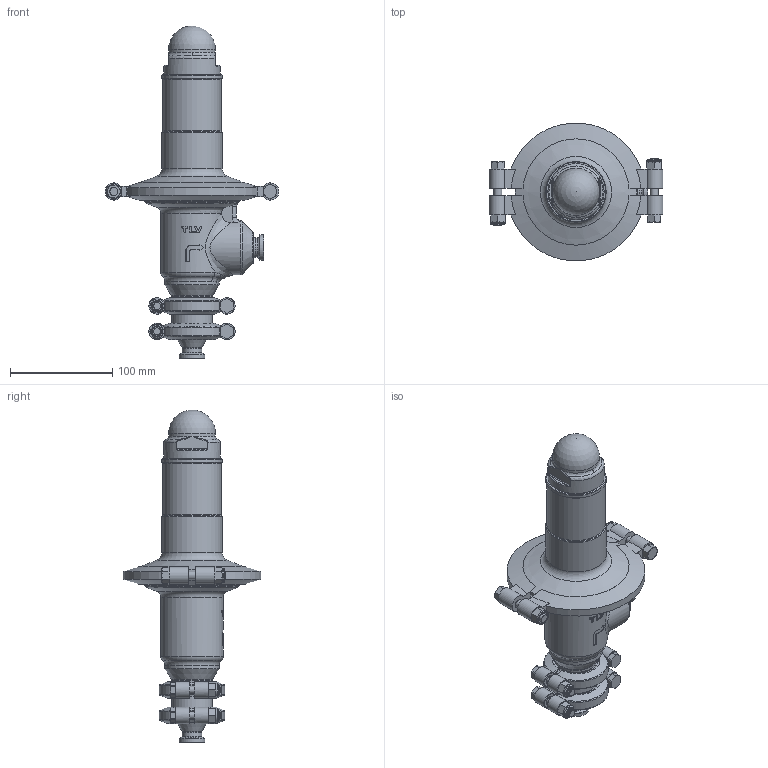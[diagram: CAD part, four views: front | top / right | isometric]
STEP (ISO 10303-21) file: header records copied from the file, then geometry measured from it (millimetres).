
FILE_DESCRIPTION(/* description */ (''),/* implementation_level */ '2;1');
FILE_NAME(/* name */ 'dr800-015-a0000-00.stp',/* time_stamp */ '2023-08-08T13:05:26+09:00',/* author */ ('nakaot'),/* organization */ (''),/* preprocessor_version */ 'ST-DEVELOPER v18.1',/* originating_system */ 'Autodesk Inventor 2022',/* authorisation */ '');
FILE_SCHEMA (('AUTOMOTIVE_DESIGN { 1 0 10303 214 3 1 1 }'));
Length unit declared in the file: millimetre
Products named in the file (1): 15_DR8_SYM_ASME
Bounding box: 169.94 x 134.55 x 325 mm (x, y, z)
Volume: 1057881.3 mm3; surface area: 153213.5 mm2
Topology: 3 solids, 17 shells, 809 faces, 1913 edges, 1151 vertices
Faces by surface type: plane 226, cylinder 215, cone 132, torus 108, bspline 79, sphere 49
Full cylindrical faces by diameter (mm): 3 x1, 6 x12, 7 x28, 8 x4, 9 x8, 9.4 x2, 9.436 x4, 12.491 x2, 13 x4, 14 x2, 19.05 x1, 19.1 x1, 21.8 x1, 21.82 x1, 25 x2, 34.5 x2, 40 x2, 46 x1, 50.5 x2, 53 x2, 55 x1, 57 x1, 59 x2
Entity records: 31461 total; most frequent: CARTESIAN_POINT 12466, DIRECTION 3885, ORIENTED_EDGE 3816, EDGE_CURVE 1908, AXIS2_PLACEMENT_3D 1622, VERTEX_POINT 1151, EDGE_LOOP 861, CIRCLE 847
